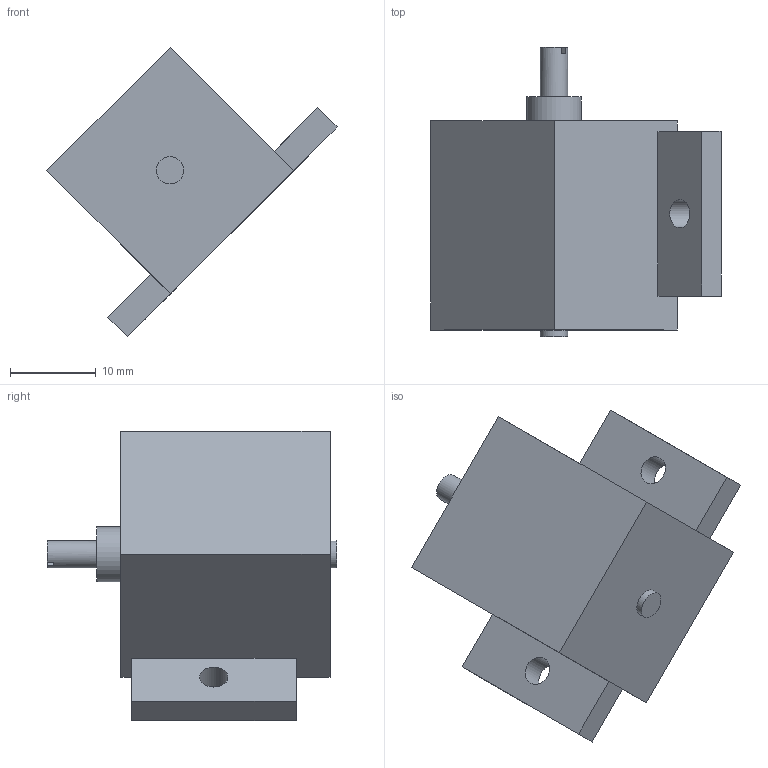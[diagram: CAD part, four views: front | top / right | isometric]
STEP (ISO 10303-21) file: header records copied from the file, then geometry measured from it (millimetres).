
FILE_DESCRIPTION(/* description */ (''),/* implementation_level */ '2;1');
FILE_NAME(/* name */ 'counter.step',/* time_stamp */ '2017-03-02T14:57:06-07:00',/* author */ (''),/* organization */ (''),/* preprocessor_version */ 'ST-DEVELOPER v16.5',/* originating_system */ 'Autodesk Translation Framework v5.2.0.2920',/* authorisation */ '');
FILE_SCHEMA (('AUTOMOTIVE_DESIGN { 1 0 10303 214 3 1 1 }'));
Length unit declared in the file: millimetre
Products named in the file (1): top plate_lbvh2 v22
Bounding box: 33.83 x 33.8 x 33.77 mm (x, y, z)
Volume: 11040 mm3; surface area: 3608.9 mm2
Topology: 1 solids, 1 shells, 26 faces, 63 edges, 42 vertices
Faces by surface type: plane 21, cylinder 5
Full cylindrical faces by diameter (mm): 3.2 x2, 3.3 x2, 6.4 x1
Entity records: 784 total; most frequent: CARTESIAN_POINT 125, DIRECTION 124, ORIENTED_EDGE 114, EDGE_CURVE 57, LINE 44, VECTOR 44, VERTEX_POINT 41, AXIS2_PLACEMENT_3D 40
